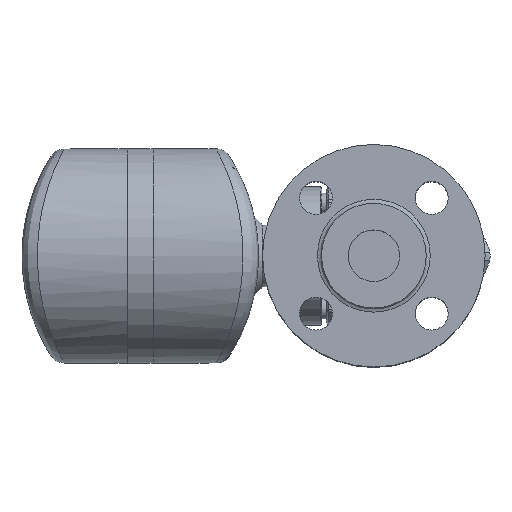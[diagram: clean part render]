
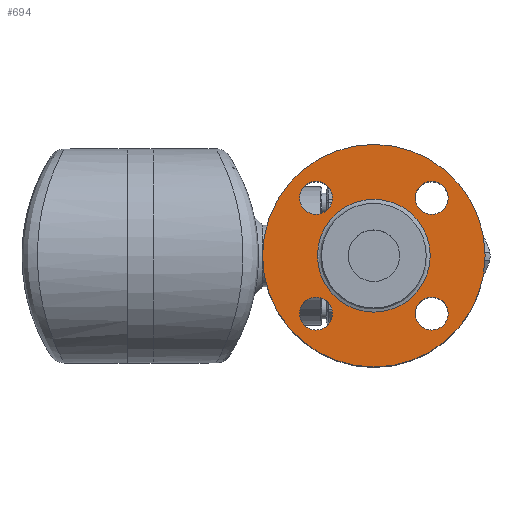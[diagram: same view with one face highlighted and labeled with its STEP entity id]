
A CAD part, top view. The second image highlights one B-rep face of the part: STEP entity #694.
In plain terms, the highlighted planar face has unit normal (0, 0, 1).
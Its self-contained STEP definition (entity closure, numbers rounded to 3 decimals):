
#608=CARTESIAN_POINT('',(79.64,0.,97.4));
#609=VERTEX_POINT('',#608);
#610=CARTESIAN_POINT('',(107.,0.0,97.4));
#611=DIRECTION('',(0.0,0.0,1.0));
#612=DIRECTION('',(1.0,0.0,0.0));
#613=AXIS2_PLACEMENT_3D('',#610,#611,#612);
#614=CIRCLE('',#613,27.36);
#615=EDGE_CURVE('',#609,#609,#614,.T.);
#631=CARTESIAN_POINT('',(146.7,0.0,97.4));
#632=DIRECTION('',(0.0,0.0,1.0));
#633=DIRECTION('',(1.0,0.0,0.0));
#634=AXIS2_PLACEMENT_3D('',#631,#632,#633);
#635=PLANE('',#634);
#636=CARTESIAN_POINT('',(161.,0.0,97.4));
#637=VERTEX_POINT('',#636);
#638=CARTESIAN_POINT('',(107.,0.0,97.4));
#639=DIRECTION('',(0.0,0.0,1.0));
#640=DIRECTION('',(1.0,0.0,0.0));
#641=AXIS2_PLACEMENT_3D('',#638,#639,#640);
#642=CIRCLE('',#641,54.0);
#643=EDGE_CURVE('',#637,#637,#642,.T.);
#644=ORIENTED_EDGE('',*,*,#643,.T.);
#645=EDGE_LOOP('',(#644));
#646=FACE_OUTER_BOUND('',#645,.T.);
#647=CARTESIAN_POINT('',(86.928,28.072,97.4));
#648=VERTEX_POINT('',#647);
#649=CARTESIAN_POINT('',(78.928,28.072,97.4));
#650=DIRECTION('',(0.0,0.0,-1.0));
#651=DIRECTION('',(1.0,0.0,0.0));
#652=AXIS2_PLACEMENT_3D('',#649,#650,#651);
#653=CIRCLE('',#652,8.0);
#654=EDGE_CURVE('',#648,#648,#653,.T.);
#655=ORIENTED_EDGE('',*,*,#654,.T.);
#656=EDGE_LOOP('',(#655));
#657=FACE_BOUND('',#656,.T.);
#658=CARTESIAN_POINT('',(78.928,-20.072,97.4));
#659=VERTEX_POINT('',#658);
#660=CARTESIAN_POINT('',(78.928,-28.072,97.4));
#661=DIRECTION('',(0.0,0.0,-1.0));
#662=DIRECTION('',(0.0,1.0,0.0));
#663=AXIS2_PLACEMENT_3D('',#660,#661,#662);
#664=CIRCLE('',#663,8.0);
#665=EDGE_CURVE('',#659,#659,#664,.T.);
#666=ORIENTED_EDGE('',*,*,#665,.T.);
#667=EDGE_LOOP('',(#666));
#668=FACE_BOUND('',#667,.T.);
#669=CARTESIAN_POINT('',(127.072,-28.072,97.4));
#670=VERTEX_POINT('',#669);
#671=CARTESIAN_POINT('',(135.072,-28.072,97.4));
#672=DIRECTION('',(0.0,0.0,-1.0));
#673=DIRECTION('',(-1.0,0.0,0.0));
#674=AXIS2_PLACEMENT_3D('',#671,#672,#673);
#675=CIRCLE('',#674,8.0);
#676=EDGE_CURVE('',#670,#670,#675,.T.);
#677=ORIENTED_EDGE('',*,*,#676,.T.);
#678=EDGE_LOOP('',(#677));
#679=FACE_BOUND('',#678,.T.);
#680=CARTESIAN_POINT('',(135.072,20.072,97.4));
#681=VERTEX_POINT('',#680);
#682=CARTESIAN_POINT('',(135.072,28.072,97.4));
#683=DIRECTION('',(0.0,0.0,-1.0));
#684=DIRECTION('',(0.0,-1.0,0.0));
#685=AXIS2_PLACEMENT_3D('',#682,#683,#684);
#686=CIRCLE('',#685,8.0);
#687=EDGE_CURVE('',#681,#681,#686,.T.);
#688=ORIENTED_EDGE('',*,*,#687,.T.);
#689=EDGE_LOOP('',(#688));
#690=FACE_BOUND('',#689,.T.);
#691=ORIENTED_EDGE('',*,*,#615,.F.);
#692=EDGE_LOOP('',(#691));
#693=FACE_BOUND('',#692,.T.);
#694=ADVANCED_FACE('',(#646,#657,#668,#679,#690,#693),#635,.T.);
